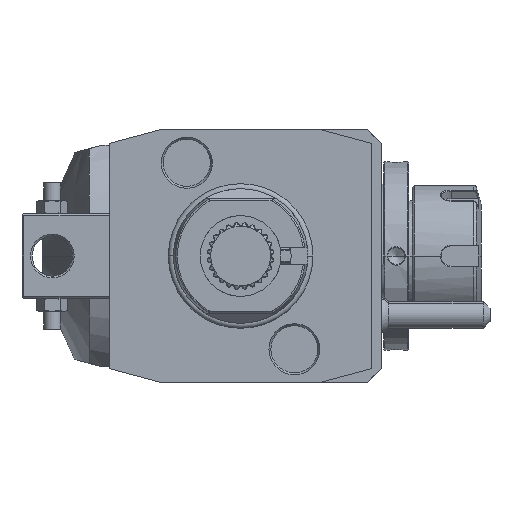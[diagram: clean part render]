
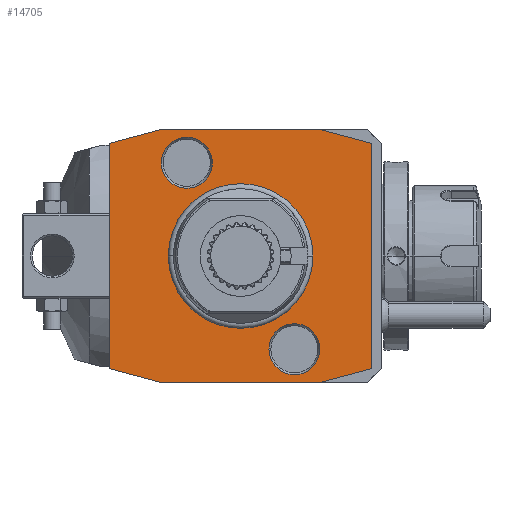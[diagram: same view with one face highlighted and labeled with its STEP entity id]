
A CAD part, front view. The second image highlights one B-rep face of the part: STEP entity #14705.
In plain terms, the highlighted planar face has unit normal (0, -1, 0).
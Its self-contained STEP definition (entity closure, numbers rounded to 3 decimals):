
#1=DIRECTION('',(0.966,0.,-0.259));
#2=VECTOR('',#1,15.529);
#3=CARTESIAN_POINT('',(-39.,0.,-33.481));
#4=LINE('',#3,#2);
#5=DIRECTION('',(0.,0.,-1.));
#6=VECTOR('',#5,66.962);
#7=CARTESIAN_POINT('',(-39.,0.,33.481));
#8=LINE('',#7,#6);
#9=DIRECTION('',(-0.966,0.,-0.259));
#10=VECTOR('',#9,15.529);
#11=CARTESIAN_POINT('',(-24.,0.,37.5));
#12=LINE('',#11,#10);
#13=DIRECTION('',(-1.,0.,0.));
#14=VECTOR('',#13,48.);
#15=CARTESIAN_POINT('',(24.,0.,37.5));
#16=LINE('',#15,#14);
#17=DIRECTION('',(-0.966,0.,0.259));
#18=VECTOR('',#17,15.529);
#19=CARTESIAN_POINT('',(39.,0.,33.481));
#20=LINE('',#19,#18);
#21=DIRECTION('',(0.,0.,1.));
#22=VECTOR('',#21,66.962);
#23=CARTESIAN_POINT('',(39.,0.,-33.481));
#24=LINE('',#23,#22);
#25=DIRECTION('',(0.966,0.,0.259));
#26=VECTOR('',#25,15.529);
#27=CARTESIAN_POINT('',(24.,0.,-37.5));
#28=LINE('',#27,#26);
#29=DIRECTION('',(1.,0.,0.));
#30=VECTOR('',#29,48.);
#31=CARTESIAN_POINT('',(-24.,0.,-37.5));
#32=LINE('',#31,#30);
#33=CARTESIAN_POINT('',(-16.,0.,27.713));
#34=DIRECTION('',(0.,1.,0.));
#35=DIRECTION('',(-1.,0.,0.));
#36=AXIS2_PLACEMENT_3D('',#33,#34,#35);
#38=CARTESIAN_POINT('',(-16.,0.,27.713));
#39=DIRECTION('',(0.,1.,0.));
#40=DIRECTION('',(1.,0.,0.));
#41=AXIS2_PLACEMENT_3D('',#38,#39,#40);
#43=CARTESIAN_POINT('',(16.,0.,-27.713));
#44=DIRECTION('',(0.,1.,0.));
#45=DIRECTION('',(-1.,0.,0.));
#46=AXIS2_PLACEMENT_3D('',#43,#44,#45);
#48=CARTESIAN_POINT('',(16.,0.,-27.713));
#49=DIRECTION('',(0.,1.,0.));
#50=DIRECTION('',(1.,0.,0.));
#51=AXIS2_PLACEMENT_3D('',#48,#49,#50);
#7291=CARTESIAN_POINT('',(0.,0.,0.));
#7292=DIRECTION('',(0.,1.,0.));
#7293=DIRECTION('',(-1.,0.,0.));
#7294=AXIS2_PLACEMENT_3D('',#7291,#7292,#7293);
#7296=CARTESIAN_POINT('',(0.,0.,0.));
#7297=DIRECTION('',(0.,1.,0.));
#7298=DIRECTION('',(1.,0.,0.));
#7299=AXIS2_PLACEMENT_3D('',#7296,#7297,#7298);
#13175=CARTESIAN_POINT('',(-23.577,0.,
27.713));
#13176=CARTESIAN_POINT('',(-8.423,0.,
27.713));
#13177=VERTEX_POINT('',#13175);
#13178=VERTEX_POINT('',#13176);
#13353=CARTESIAN_POINT('',(8.423,0.,
-27.713));
#13354=CARTESIAN_POINT('',(23.577,0.,
-27.713));
#13355=VERTEX_POINT('',#13353);
#13356=VERTEX_POINT('',#13354);
#14282=CARTESIAN_POINT('',(-39.,0.,-33.481));
#14283=CARTESIAN_POINT('',(-24.,0.,-37.5));
#14284=VERTEX_POINT('',#14282);
#14285=VERTEX_POINT('',#14283);
#14286=CARTESIAN_POINT('',(24.,0.,-37.5));
#14287=VERTEX_POINT('',#14286);
#14288=CARTESIAN_POINT('',(39.,0.,-33.481));
#14289=VERTEX_POINT('',#14288);
#14290=CARTESIAN_POINT('',(39.,0.,33.481));
#14291=VERTEX_POINT('',#14290);
#14292=CARTESIAN_POINT('',(24.,0.,37.5));
#14293=VERTEX_POINT('',#14292);
#14294=CARTESIAN_POINT('',(-24.,0.,37.5));
#14295=VERTEX_POINT('',#14294);
#14296=CARTESIAN_POINT('',(-39.,0.,33.481));
#14297=VERTEX_POINT('',#14296);
#14538=CARTESIAN_POINT('',(-21.137,0.,0.));
#14539=CARTESIAN_POINT('',(21.137,0.,0.));
#14540=VERTEX_POINT('',#14538);
#14541=VERTEX_POINT('',#14539);
#14664=CARTESIAN_POINT('',(0.,0.,0.));
#14665=DIRECTION('',(0.,-1.,0.));
#14666=DIRECTION('',(-1.,0.,0.));
#14667=AXIS2_PLACEMENT_3D('',#14664,#14665,#14666);
#14668=PLANE('',#14667);
#14670=ORIENTED_EDGE('',*,*,#14669,.F.);
#14672=ORIENTED_EDGE('',*,*,#14671,.F.);
#14674=ORIENTED_EDGE('',*,*,#14673,.F.);
#14676=ORIENTED_EDGE('',*,*,#14675,.F.);
#14678=ORIENTED_EDGE('',*,*,#14677,.F.);
#14680=ORIENTED_EDGE('',*,*,#14679,.F.);
#14682=ORIENTED_EDGE('',*,*,#14681,.F.);
#14684=ORIENTED_EDGE('',*,*,#14683,.F.);
#14685=EDGE_LOOP('',(#14670,#14672,#14674,#14676,#14678,#14680,#14682,#14684));
#14686=FACE_OUTER_BOUND('',#14685,.F.);
#14688=ORIENTED_EDGE('',*,*,#14687,.F.);
#14690=ORIENTED_EDGE('',*,*,#14689,.F.);
#14691=EDGE_LOOP('',(#14688,#14690));
#14692=FACE_BOUND('',#14691,.F.);
#14694=ORIENTED_EDGE('',*,*,#14693,.F.);
#14696=ORIENTED_EDGE('',*,*,#14695,.F.);
#14697=EDGE_LOOP('',(#14694,#14696));
#14698=FACE_BOUND('',#14697,.F.);
#14700=ORIENTED_EDGE('',*,*,#14699,.F.);
#14702=ORIENTED_EDGE('',*,*,#14701,.F.);
#14703=EDGE_LOOP('',(#14700,#14702));
#14704=FACE_BOUND('',#14703,.F.);
#37=CIRCLE('',#36,7.577);
#42=CIRCLE('',#41,7.577);
#47=CIRCLE('',#46,7.577);
#52=CIRCLE('',#51,7.577);
#7295=CIRCLE('',#7294,21.137);
#7300=CIRCLE('',#7299,21.137);
#14669=EDGE_CURVE('',#14284,#14285,#4,.T.);
#14671=EDGE_CURVE('',#14297,#14284,#8,.T.);
#14673=EDGE_CURVE('',#14295,#14297,#12,.T.);
#14675=EDGE_CURVE('',#14293,#14295,#16,.T.);
#14677=EDGE_CURVE('',#14291,#14293,#20,.T.);
#14679=EDGE_CURVE('',#14289,#14291,#24,.T.);
#14681=EDGE_CURVE('',#14287,#14289,#28,.T.);
#14683=EDGE_CURVE('',#14285,#14287,#32,.T.);
#14687=EDGE_CURVE('',#14540,#14541,#7295,.T.);
#14689=EDGE_CURVE('',#14541,#14540,#7300,.T.);
#14693=EDGE_CURVE('',#13177,#13178,#37,.T.);
#14695=EDGE_CURVE('',#13178,#13177,#42,.T.);
#14699=EDGE_CURVE('',#13355,#13356,#47,.T.);
#14701=EDGE_CURVE('',#13356,#13355,#52,.T.);
#14705=ADVANCED_FACE('',(#14686,#14692,#14698,#14704),#14668,.T.);
